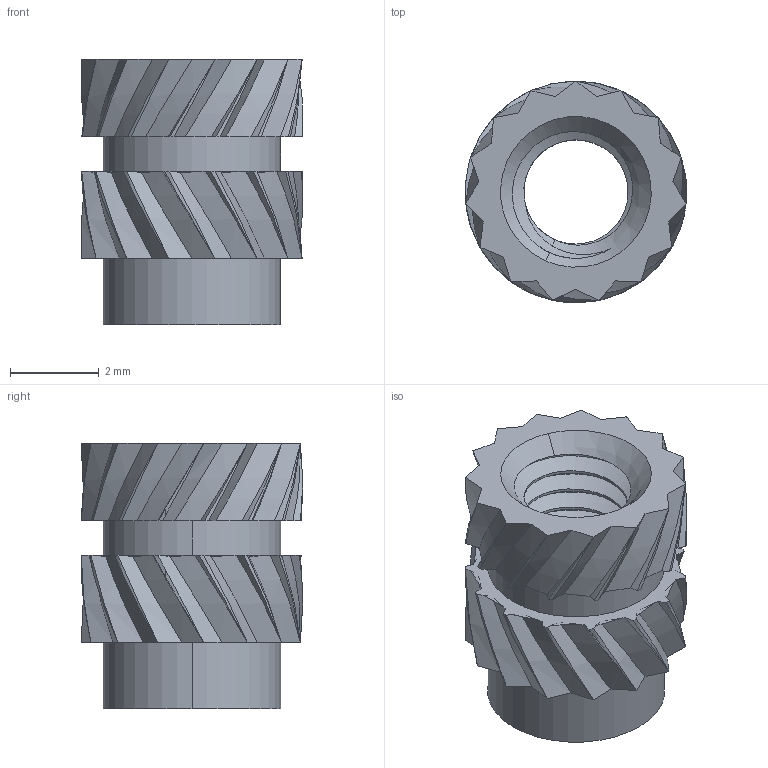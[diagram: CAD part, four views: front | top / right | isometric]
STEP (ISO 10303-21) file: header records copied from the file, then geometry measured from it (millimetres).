
FILE_DESCRIPTION (( 'STEP AP214' ), '1' );
FILE_NAME ('insert_M3_D5_L5.step.STEP', '2024-09-16T01:41:32', ( '' ), ( '' ), 'SwSTEP 2.0', 'SolidWorks 2023', '' );
FILE_SCHEMA (( 'AUTOMOTIVE_DESIGN' ));
Length unit declared in the file: millimetre
Products named in the file (1): insert_M3_D5_L5.step
Bounding box: 4.99 x 5 x 6 mm (x, y, z)
Volume: 56.7 mm3; surface area: 211.1 mm2
Topology: 1 solids, 1 shells, 200 faces, 525 edges, 330 vertices
Faces by surface type: bspline 92, cylinder 82, plane 20, cone 6
Entity records: 12361 total; most frequent: CARTESIAN_POINT 8340, ORIENTED_EDGE 1050, EDGE_CURVE 525, DIRECTION 503, VERTEX_POINT 330, B_SPLINE_CURVE_WITH_KNOTS 223, EDGE_LOOP 205, ADVANCED_FACE 200
